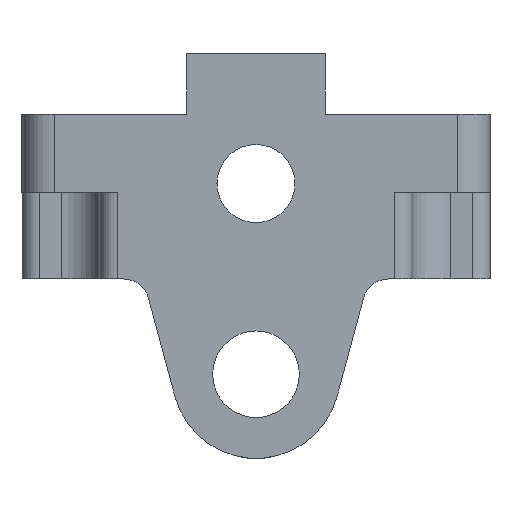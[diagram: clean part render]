
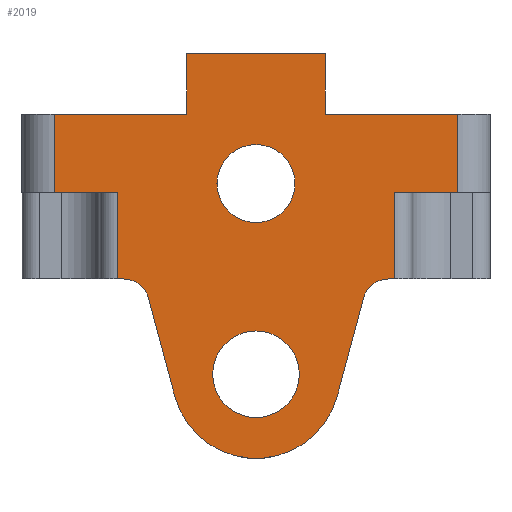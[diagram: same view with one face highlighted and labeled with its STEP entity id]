
A CAD part, left-side view. The second image highlights one B-rep face of the part: STEP entity #2019.
In plain terms, the highlighted planar face has unit normal (-1, 0, 0).
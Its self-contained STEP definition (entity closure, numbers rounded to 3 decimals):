
#2=CARTESIAN_POINT('',(0.,-6.,-13.));
#3=DIRECTION('',(1.,0.,0.));
#4=DIRECTION('',(0.,1.,0.));
#5=AXIS2_PLACEMENT_3D('',#2,#3,#4);
#7=CARTESIAN_POINT('',(0.,-6.,-13.));
#8=DIRECTION('',(1.,0.,0.));
#9=DIRECTION('',(0.,-1.,0.));
#10=AXIS2_PLACEMENT_3D('',#7,#8,#9);
#12=CARTESIAN_POINT('',(0.,-6.,9.));
#13=DIRECTION('',(1.,0.,0.));
#14=DIRECTION('',(0.,-1.,0.));
#15=AXIS2_PLACEMENT_3D('',#12,#13,#14);
#17=CARTESIAN_POINT('',(0.,-6.,9.));
#18=DIRECTION('',(1.,0.,0.));
#19=DIRECTION('',(0.,1.,0.));
#20=AXIS2_PLACEMENT_3D('',#17,#18,#19);
#22=DIRECTION('',(0.,0.,-1.));
#23=VECTOR('',#22,9.);
#24=CARTESIAN_POINT('',(0.,-29.25,17.));
#25=LINE('',#24,#23);
#26=DIRECTION('',(0.,0.,1.));
#27=VECTOR('',#26,10.);
#28=CARTESIAN_POINT('',(0.,-22.,-2.));
#29=LINE('',#28,#27);
#30=DIRECTION('',(0.,1.,0.));
#31=VECTOR('',#30,0.698);
#32=CARTESIAN_POINT('',(0.,-22.,-2.));
#33=LINE('',#32,#31);
#34=DIRECTION('',(0.,-0.259,0.966));
#35=VECTOR('',#34,11.688);
#36=CARTESIAN_POINT('',(0.,-15.379,-15.513));
#37=LINE('',#36,#35);
#38=CARTESIAN_POINT('',(0.,-6.,-13.));
#39=DIRECTION('',(1.,0.,0.));
#40=DIRECTION('',(0.,-0.966,-0.259));
#41=AXIS2_PLACEMENT_3D('',#38,#39,#40);
#43=DIRECTION('',(0.,-0.259,-0.966));
#44=VECTOR('',#43,11.688);
#45=CARTESIAN_POINT('',(0.,6.404,-4.224));
#46=LINE('',#45,#44);
#47=DIRECTION('',(0.,-1.,0.));
#48=VECTOR('',#47,0.698);
#49=CARTESIAN_POINT('',(0.,10.,-2.));
#50=LINE('',#49,#48);
#51=DIRECTION('',(0.,0.,-1.));
#52=VECTOR('',#51,10.);
#53=CARTESIAN_POINT('',(0.,10.,8.));
#54=LINE('',#53,#52);
#55=DIRECTION('',(0.,0.,1.));
#56=VECTOR('',#55,9.);
#57=CARTESIAN_POINT('',(0.,17.25,8.));
#58=LINE('',#57,#56);
#59=DIRECTION('',(0.,0.,1.));
#60=VECTOR('',#59,7.);
#61=CARTESIAN_POINT('',(0.,2.,17.));
#62=LINE('',#61,#60);
#63=DIRECTION('',(0.,-1.,0.));
#64=VECTOR('',#63,16.);
#65=CARTESIAN_POINT('',(0.,2.,24.));
#66=LINE('',#65,#64);
#67=DIRECTION('',(0.,0.,-1.));
#68=VECTOR('',#67,7.);
#69=CARTESIAN_POINT('',(0.,-14.,24.));
#70=LINE('',#69,#68);
#413=CARTESIAN_POINT('',(0.,-21.302,-5.));
#414=DIRECTION('',(1.,0.,0.));
#415=DIRECTION('',(0.,0.966,0.259));
#416=AXIS2_PLACEMENT_3D('',#413,#414,#415);
#744=DIRECTION('',(0.,1.,0.));
#745=VECTOR('',#744,15.25);
#746=CARTESIAN_POINT('',(0.,2.,17.));
#747=LINE('',#746,#745);
#767=DIRECTION('',(0.,1.,0.));
#768=VECTOR('',#767,15.25);
#769=CARTESIAN_POINT('',(0.,-29.25,17.));
#770=LINE('',#769,#768);
#881=DIRECTION('',(0.,-1.,0.));
#882=VECTOR('',#881,7.25);
#883=CARTESIAN_POINT('',(0.,-22.,8.));
#884=LINE('',#883,#882);
#890=DIRECTION('',(0.,-1.,0.));
#891=VECTOR('',#890,7.25);
#892=CARTESIAN_POINT('',(0.,17.25,8.));
#893=LINE('',#892,#891);
#1309=CARTESIAN_POINT('',(0.,9.302,-5.));
#1310=DIRECTION('',(1.,0.,0.));
#1311=DIRECTION('',(0.,0.,1.));
#1312=AXIS2_PLACEMENT_3D('',#1309,#1310,#1311);
#1546=CARTESIAN_POINT('',(0.,-1.,-13.));
#1547=CARTESIAN_POINT('',(0.,-11.,-13.));
#1548=VERTEX_POINT('',#1546);
#1549=VERTEX_POINT('',#1547);
#1614=CARTESIAN_POINT('',(0.,2.,24.));
#1615=CARTESIAN_POINT('',(0.,-14.,24.));
#1616=VERTEX_POINT('',#1614);
#1617=VERTEX_POINT('',#1615);
#1618=CARTESIAN_POINT('',(0.,2.,17.));
#1620=VERTEX_POINT('',#1618);
#1622=CARTESIAN_POINT('',(0.,-14.,17.));
#1624=VERTEX_POINT('',#1622);
#1634=CARTESIAN_POINT('',(0.,-10.5,9.));
#1635=CARTESIAN_POINT('',(0.,-1.5,9.));
#1636=VERTEX_POINT('',#1634);
#1637=VERTEX_POINT('',#1635);
#1670=CARTESIAN_POINT('',(0.,-22.,-2.));
#1671=VERTEX_POINT('',#1670);
#1672=CARTESIAN_POINT('',(0.,-22.,8.));
#1673=VERTEX_POINT('',#1672);
#1698=CARTESIAN_POINT('',(0.,10.,-2.));
#1700=VERTEX_POINT('',#1698);
#1704=CARTESIAN_POINT('',(0.,10.,8.));
#1705=VERTEX_POINT('',#1704);
#1711=CARTESIAN_POINT('',(0.,-21.302,-2.));
#1713=VERTEX_POINT('',#1711);
#1715=CARTESIAN_POINT('',(0.,-18.404,-4.224));
#1717=VERTEX_POINT('',#1715);
#1735=CARTESIAN_POINT('',(0.,6.404,-4.224));
#1737=VERTEX_POINT('',#1735);
#1739=CARTESIAN_POINT('',(0.,9.302,-2.));
#1741=VERTEX_POINT('',#1739);
#1742=CARTESIAN_POINT('',(0.,3.379,-15.513));
#1743=VERTEX_POINT('',#1742);
#1744=CARTESIAN_POINT('',(0.,-15.379,-15.513));
#1745=VERTEX_POINT('',#1744);
#1867=CARTESIAN_POINT('',(0.,-29.25,8.));
#1869=VERTEX_POINT('',#1867);
#1870=CARTESIAN_POINT('',(0.,-29.25,17.));
#1871=VERTEX_POINT('',#1870);
#1875=CARTESIAN_POINT('',(0.,17.25,17.));
#1877=VERTEX_POINT('',#1875);
#1878=CARTESIAN_POINT('',(0.,17.25,8.));
#1879=VERTEX_POINT('',#1878);
#1964=CARTESIAN_POINT('',(0.,0.,0.));
#1965=DIRECTION('',(1.,0.,0.));
#1966=DIRECTION('',(0.,-1.,0.));
#1967=AXIS2_PLACEMENT_3D('',#1964,#1965,#1966);
#1968=PLANE('',#1967);
#1970=ORIENTED_EDGE('',*,*,#1969,.T.);
#1972=ORIENTED_EDGE('',*,*,#1971,.F.);
#1974=ORIENTED_EDGE('',*,*,#1973,.F.);
#1976=ORIENTED_EDGE('',*,*,#1975,.T.);
#1978=ORIENTED_EDGE('',*,*,#1977,.F.);
#1980=ORIENTED_EDGE('',*,*,#1979,.F.);
#1982=ORIENTED_EDGE('',*,*,#1981,.T.);
#1984=ORIENTED_EDGE('',*,*,#1983,.F.);
#1986=ORIENTED_EDGE('',*,*,#1985,.F.);
#1988=ORIENTED_EDGE('',*,*,#1987,.F.);
#1990=ORIENTED_EDGE('',*,*,#1989,.F.);
#1992=ORIENTED_EDGE('',*,*,#1991,.F.);
#1994=ORIENTED_EDGE('',*,*,#1993,.T.);
#1996=ORIENTED_EDGE('',*,*,#1995,.F.);
#1998=ORIENTED_EDGE('',*,*,#1997,.T.);
#2000=ORIENTED_EDGE('',*,*,#1999,.T.);
#2002=ORIENTED_EDGE('',*,*,#2001,.T.);
#2004=ORIENTED_EDGE('',*,*,#2003,.F.);
#2005=EDGE_LOOP('',(#1970,#1972,#1974,#1976,#1978,#1980,#1982,#1984,#1986,#1988,
#1990,#1992,#1994,#1996,#1998,#2000,#2002,#2004));
#2006=FACE_OUTER_BOUND('',#2005,.F.);
#2008=ORIENTED_EDGE('',*,*,#2007,.F.);
#2010=ORIENTED_EDGE('',*,*,#2009,.F.);
#2011=EDGE_LOOP('',(#2008,#2010));
#2012=FACE_BOUND('',#2011,.F.);
#2014=ORIENTED_EDGE('',*,*,#2013,.F.);
#2016=ORIENTED_EDGE('',*,*,#2015,.F.);
#2017=EDGE_LOOP('',(#2014,#2016));
#2018=FACE_BOUND('',#2017,.F.);
#2019=ADVANCED_FACE('',(#2006,#2012,#2018),#1968,.F.);
#6=CIRCLE('',#5,5.);
#11=CIRCLE('',#10,5.);
#16=CIRCLE('',#15,4.5);
#21=CIRCLE('',#20,4.5);
#42=CIRCLE('',#41,9.71);
#417=CIRCLE('',#416,3.);
#1313=CIRCLE('',#1312,3.);
#1969=EDGE_CURVE('',#1871,#1869,#25,.T.);
#1971=EDGE_CURVE('',#1673,#1869,#884,.T.);
#1973=EDGE_CURVE('',#1671,#1673,#29,.T.);
#1975=EDGE_CURVE('',#1671,#1713,#33,.T.);
#1977=EDGE_CURVE('',#1717,#1713,#417,.T.);
#1979=EDGE_CURVE('',#1745,#1717,#37,.T.);
#1981=EDGE_CURVE('',#1745,#1743,#42,.T.);
#1983=EDGE_CURVE('',#1737,#1743,#46,.T.);
#1985=EDGE_CURVE('',#1741,#1737,#1313,.T.);
#1987=EDGE_CURVE('',#1700,#1741,#50,.T.);
#1989=EDGE_CURVE('',#1705,#1700,#54,.T.);
#1991=EDGE_CURVE('',#1879,#1705,#893,.T.);
#1993=EDGE_CURVE('',#1879,#1877,#58,.T.);
#1995=EDGE_CURVE('',#1620,#1877,#747,.T.);
#1997=EDGE_CURVE('',#1620,#1616,#62,.T.);
#1999=EDGE_CURVE('',#1616,#1617,#66,.T.);
#2001=EDGE_CURVE('',#1617,#1624,#70,.T.);
#2003=EDGE_CURVE('',#1871,#1624,#770,.T.);
#2007=EDGE_CURVE('',#1636,#1637,#16,.T.);
#2009=EDGE_CURVE('',#1637,#1636,#21,.T.);
#2013=EDGE_CURVE('',#1548,#1549,#6,.T.);
#2015=EDGE_CURVE('',#1549,#1548,#11,.T.);
